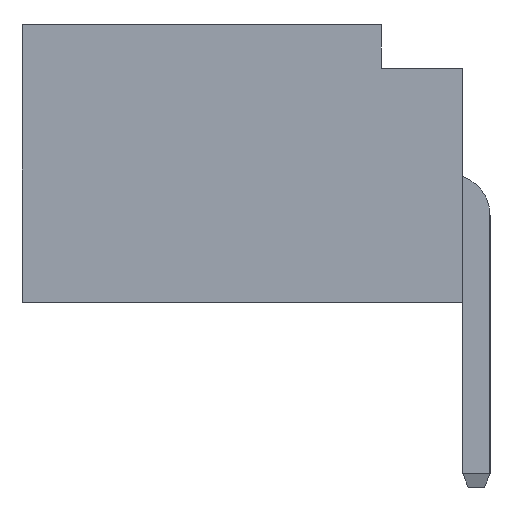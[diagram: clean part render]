
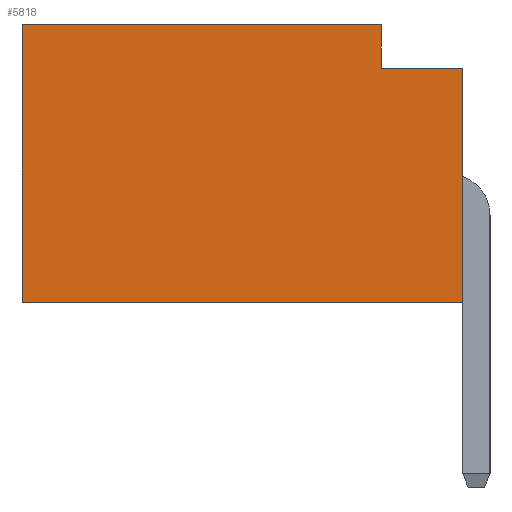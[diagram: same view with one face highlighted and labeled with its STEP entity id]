
A CAD part, left-side view. The second image highlights one B-rep face of the part: STEP entity #5818.
In plain terms, the highlighted planar face has unit normal (-1, 0, 0).
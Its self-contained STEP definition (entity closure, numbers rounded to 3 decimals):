
#345=DIRECTION('',(0.,0.,1.));
#346=VECTOR('',#345,4.3);
#347=CARTESIAN_POINT('',(-11.,0.,-2.55));
#348=LINE('',#347,#346);
#1287=DIRECTION('',(0.,0.,1.));
#1288=VECTOR('',#1287,5.1);
#1289=CARTESIAN_POINT('',(-11.,8.1,-2.55));
#1290=LINE('',#1289,#1288);
#1403=DIRECTION('',(0.,1.,0.));
#1404=VECTOR('',#1403,1.5);
#1405=CARTESIAN_POINT('',(-11.,0.,1.75));
#1406=LINE('',#1405,#1404);
#1407=DIRECTION('',(0.,1.,0.));
#1408=VECTOR('',#1407,8.1);
#1409=CARTESIAN_POINT('',(-11.,0.,-2.55));
#1410=LINE('',#1409,#1408);
#1411=DIRECTION('',(0.,0.,-1.));
#1412=VECTOR('',#1411,0.8);
#1413=CARTESIAN_POINT('',(-11.,1.5,2.55));
#1414=LINE('',#1413,#1412);
#1423=DIRECTION('',(0.,1.,0.));
#1424=VECTOR('',#1423,6.6);
#1425=CARTESIAN_POINT('',(-11.,1.5,2.55));
#1426=LINE('',#1425,#1424);
#3333=CARTESIAN_POINT('',(-11.,8.1,-2.55));
#3334=CARTESIAN_POINT('',(-11.,8.1,2.55));
#3335=VERTEX_POINT('',#3333);
#3336=VERTEX_POINT('',#3334);
#3341=CARTESIAN_POINT('',(-11.,0.,-2.55));
#3342=VERTEX_POINT('',#3341);
#3397=CARTESIAN_POINT('',(-11.,0.,1.75));
#3398=CARTESIAN_POINT('',(-11.,1.5,1.75));
#3399=VERTEX_POINT('',#3397);
#3400=VERTEX_POINT('',#3398);
#3401=CARTESIAN_POINT('',(-11.,1.5,2.55));
#3402=VERTEX_POINT('',#3401);
#5803=CARTESIAN_POINT('',(-11.,0.,-2.55));
#5804=DIRECTION('',(-1.,0.,0.));
#5805=DIRECTION('',(0.,0.,1.));
#5806=AXIS2_PLACEMENT_3D('',#5803,#5804,#5805);
#5807=PLANE('',#5806);
#5808=ORIENTED_EDGE('',*,*,#5672,.F.);
#5809=ORIENTED_EDGE('',*,*,#4678,.F.);
#5810=ORIENTED_EDGE('',*,*,#4799,.T.);
#5811=ORIENTED_EDGE('',*,*,#5640,.T.);
#5813=ORIENTED_EDGE('',*,*,#5812,.F.);
#5815=ORIENTED_EDGE('',*,*,#5814,.T.);
#5816=EDGE_LOOP('',(#5808,#5809,#5810,#5811,#5813,#5815));
#5817=FACE_OUTER_BOUND('',#5816,.F.);
#4678=EDGE_CURVE('',#3342,#3399,#348,.T.);
#4799=EDGE_CURVE('',#3342,#3335,#1410,.T.);
#5640=EDGE_CURVE('',#3335,#3336,#1290,.T.);
#5672=EDGE_CURVE('',#3399,#3400,#1406,.T.);
#5812=EDGE_CURVE('',#3402,#3336,#1426,.T.);
#5814=EDGE_CURVE('',#3402,#3400,#1414,.T.);
#5818=ADVANCED_FACE('',(#5817),#5807,.T.);
